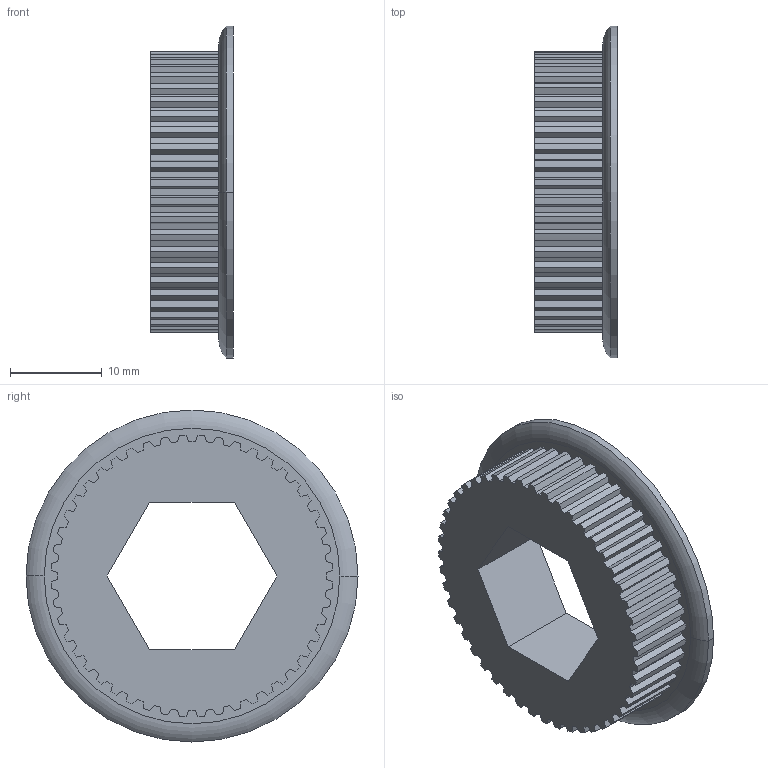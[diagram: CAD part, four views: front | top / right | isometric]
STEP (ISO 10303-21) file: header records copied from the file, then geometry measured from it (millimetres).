
FILE_DESCRIPTION (( 'STEP AP214' ), '1' );
FILE_NAME ('AtomWeaponPulleyFinal.STEP', '2022-05-24T21:22:54', ( '' ), ( '' ), 'SwSTEP 2.0', 'SolidWorks 2021', '' );
FILE_SCHEMA (( 'AUTOMOTIVE_DESIGN' ));
Length unit declared in the file: millimetre
Products named in the file (1): AtomWeaponPulleyFinal
Bounding box: 8.95 x 36.1 x 36.1 mm (x, y, z)
Volume: 4787.3 mm3; surface area: 3219.9 mm2
Topology: 1 solids, 1 shells, 205 faces, 604 edges, 402 vertices
Faces by surface type: plane 153, cylinder 50, torus 2
Entity records: 6824 total; most frequent: CARTESIAN_POINT 1212, ORIENTED_EDGE 1208, DIRECTION 1120, EDGE_CURVE 604, LINE 500, VECTOR 500, VERTEX_POINT 402, AXIS2_PLACEMENT_3D 310
